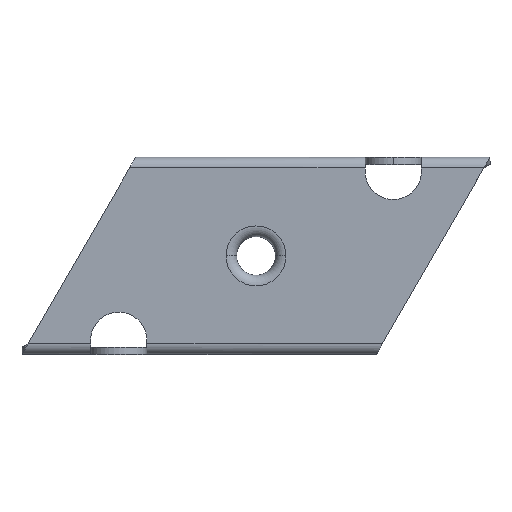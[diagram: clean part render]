
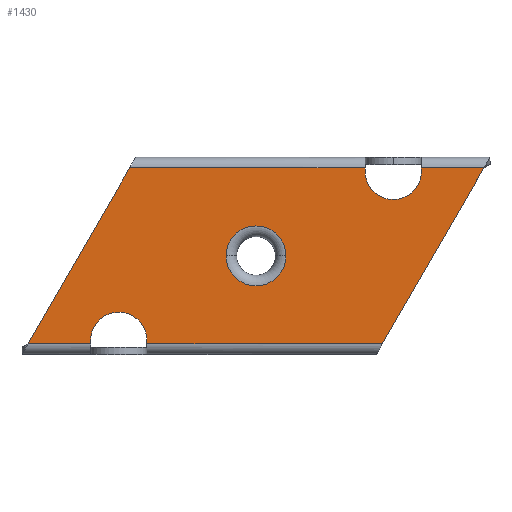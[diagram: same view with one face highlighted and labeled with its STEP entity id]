
A CAD part, top view. The second image highlights one B-rep face of the part: STEP entity #1430.
In plain terms, the highlighted planar face has unit normal (0, 0, 1).
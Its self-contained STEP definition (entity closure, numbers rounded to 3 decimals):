
#2 = VERTEX_POINT ( 'NONE', #1225 ) ;
#4 = CARTESIAN_POINT ( 'NONE',  ( 19.5, 12.5, 0. ) ) ;
#22 = EDGE_CURVE ( 'NONE', #2623, #269, #246, .T. ) ;
#26 = LINE ( 'NONE', #934, #1642 ) ;
#89 = ORIENTED_EDGE ( 'NONE', *, *, #2617, .T. ) ;
#106 = LINE ( 'NONE', #1877, #2739 ) ;
#115 = DIRECTION ( 'NONE',  ( -1., 0., 0. ) ) ;
#149 = CARTESIAN_POINT ( 'NONE',  ( -17.95, 12.5, 0. ) ) ;
#151 = EDGE_LOOP ( 'NONE', ( #2695, #2813 ) ) ;
#236 = VECTOR ( 'NONE', #1722, 1000. ) ;
#238 = DIRECTION ( 'NONE',  ( 1., 0., 0. ) ) ;
#246 = LINE ( 'NONE', #2748, #1336 ) ;
#269 = VERTEX_POINT ( 'NONE', #2525 ) ;
#272 = VECTOR ( 'NONE', #238, 1000. ) ;
#302 = DIRECTION ( 'NONE',  ( 0.5, 0.866, 0. ) ) ;
#353 = LINE ( 'NONE', #932, #2533 ) ;
#371 = PLANE ( 'NONE',  #869 ) ;
#413 = DIRECTION ( 'NONE',  ( 0., 0., -1. ) ) ;
#436 = DIRECTION ( 'NONE',  ( 0., 0., -1. ) ) ;
#438 = ORIENTED_EDGE ( 'NONE', *, *, #2500, .T. ) ;
#468 = EDGE_LOOP ( 'NONE', ( #2754, #2619, #2339, #1587, #1757, #2644, #89, #931, #2762, #1790, #2415, #438 ) ) ;
#552 = VERTEX_POINT ( 'NONE', #1174 ) ;
#575 = LINE ( 'NONE', #814, #1872 ) ;
#608 = CARTESIAN_POINT ( 'NONE',  ( 23.5, 12., 0. ) ) ;
#637 = EDGE_CURVE ( 'NONE', #2, #765, #106, .T. ) ;
#640 = LINE ( 'NONE', #4, #1121 ) ;
#677 = CARTESIAN_POINT ( 'NONE',  ( -4.25, 0., 0. ) ) ;
#688 = EDGE_CURVE ( 'NONE', #1009, #2, #2807, .T. ) ;
#765 = VERTEX_POINT ( 'NONE', #608 ) ;
#814 = CARTESIAN_POINT ( 'NONE',  ( -33.25, -14., 0. ) ) ;
#824 = FACE_OUTER_BOUND ( 'NONE', #468, .T. ) ;
#844 = LINE ( 'NONE', #2126, #236 ) ;
#851 = EDGE_CURVE ( 'NONE', #2675, #2270, #2258, .T. ) ;
#869 = AXIS2_PLACEMENT_3D ( 'NONE', #2820, #1050, #2384 ) ;
#931 = ORIENTED_EDGE ( 'NONE', *, *, #2243, .T. ) ;
#932 = CARTESIAN_POINT ( 'NONE',  ( -23.5, -12., 0. ) ) ;
#934 = CARTESIAN_POINT ( 'NONE',  ( 17.084, -14., 0. ) ) ;
#951 = CIRCLE ( 'NONE', #2075, 4. ) ;
#979 = EDGE_CURVE ( 'NONE', #269, #552, #353, .T. ) ;
#1004 = VERTEX_POINT ( 'NONE', #2298 ) ;
#1008 = DIRECTION ( 'NONE',  ( 0., -1., 0. ) ) ;
#1009 = VERTEX_POINT ( 'NONE', #2031 ) ;
#1050 = DIRECTION ( 'NONE',  ( 0., 0., 1. ) ) ;
#1072 = AXIS2_PLACEMENT_3D ( 'NONE', #2146, #413, #1934 ) ;
#1081 = CARTESIAN_POINT ( 'NONE',  ( -32.384, -12.5, 0. ) ) ;
#1115 = VERTEX_POINT ( 'NONE', #149 ) ;
#1120 = CARTESIAN_POINT ( 'NONE',  ( 15.5, 12.5, 0. ) ) ;
#1121 = VECTOR ( 'NONE', #1558, 1000. ) ;
#1174 = CARTESIAN_POINT ( 'NONE',  ( -23.5, -12., 0. ) ) ;
#1225 = CARTESIAN_POINT ( 'NONE',  ( 23.5, 12.5, 0. ) ) ;
#1298 = DIRECTION ( 'NONE',  ( 0., 1., 0. ) ) ;
#1318 = DIRECTION ( 'NONE',  ( 1., 0., 0. ) ) ;
#1336 = VECTOR ( 'NONE', #1892, 1000. ) ;
#1422 = AXIS2_PLACEMENT_3D ( 'NONE', #1734, #436, #1318 ) ;
#1430 = ADVANCED_FACE ( 'NONE', ( #1675, #824 ), #371, .T. ) ;
#1503 = DIRECTION ( 'NONE',  ( -0.5, -0.866, 0. ) ) ;
#1520 = DIRECTION ( 'NONE',  ( -1., 0., 0. ) ) ;
#1552 = EDGE_CURVE ( 'NONE', #2295, #1115, #640, .T. ) ;
#1558 = DIRECTION ( 'NONE',  ( -1., 0., 0. ) ) ;
#1587 = ORIENTED_EDGE ( 'NONE', *, *, #22, .T. ) ;
#1627 = VERTEX_POINT ( 'NONE', #1808 ) ;
#1628 = EDGE_CURVE ( 'NONE', #2612, #1009, #26, .T. ) ;
#1642 = VECTOR ( 'NONE', #302, 1000. ) ;
#1668 = CARTESIAN_POINT ( 'NONE',  ( 19.5, 12.5, 0. ) ) ;
#1675 = FACE_BOUND ( 'NONE', #151, .T. ) ;
#1698 = CARTESIAN_POINT ( 'NONE',  ( 17.95, -12.5, 0. ) ) ;
#1722 = DIRECTION ( 'NONE',  ( 0., -1., 0. ) ) ;
#1734 = CARTESIAN_POINT ( 'NONE',  ( 0., 0., 0. ) ) ;
#1735 = LINE ( 'NONE', #2171, #272 ) ;
#1757 = ORIENTED_EDGE ( 'NONE', *, *, #979, .T. ) ;
#1790 = ORIENTED_EDGE ( 'NONE', *, *, #688, .T. ) ;
#1808 = CARTESIAN_POINT ( 'NONE',  ( 15.5, 12., 0. ) ) ;
#1872 = VECTOR ( 'NONE', #1503, 1000. ) ;
#1877 = CARTESIAN_POINT ( 'NONE',  ( 23.5, 12., 0. ) ) ;
#1892 = DIRECTION ( 'NONE',  ( 1., 0., 0. ) ) ;
#1926 = EDGE_CURVE ( 'NONE', #1115, #2623, #575, .T. ) ;
#1934 = DIRECTION ( 'NONE',  ( 1., 0., 0. ) ) ;
#1945 = CARTESIAN_POINT ( 'NONE',  ( 15.5, 12., 0. ) ) ;
#1992 = EDGE_CURVE ( 'NONE', #2270, #2675, #2084, .T. ) ;
#2023 = AXIS2_PLACEMENT_3D ( 'NONE', #2791, #2782, #2379 ) ;
#2031 = CARTESIAN_POINT ( 'NONE',  ( 32.384, 12.5, 0. ) ) ;
#2035 = EDGE_CURVE ( 'NONE', #552, #1004, #951, .T. ) ;
#2075 = AXIS2_PLACEMENT_3D ( 'NONE', #2163, #2825, #1520 ) ;
#2084 = CIRCLE ( 'NONE', #1072, 4.25 ) ;
#2126 = CARTESIAN_POINT ( 'NONE',  ( -15.5, -12., 0. ) ) ;
#2146 = CARTESIAN_POINT ( 'NONE',  ( 0., 0., 0. ) ) ;
#2163 = CARTESIAN_POINT ( 'NONE',  ( -19.5, -12., 0. ) ) ;
#2171 = CARTESIAN_POINT ( 'NONE',  ( 19.5, -12.5, 0. ) ) ;
#2223 = VECTOR ( 'NONE', #115, 1000. ) ;
#2224 = EDGE_CURVE ( 'NONE', #1627, #2295, #2248, .T. ) ;
#2229 = DIRECTION ( 'NONE',  ( 0., 1., 0. ) ) ;
#2243 = EDGE_CURVE ( 'NONE', #2649, #2612, #1735, .T. ) ;
#2248 = LINE ( 'NONE', #1945, #2283 ) ;
#2258 = CIRCLE ( 'NONE', #1422, 4.25 ) ;
#2270 = VERTEX_POINT ( 'NONE', #677 ) ;
#2283 = VECTOR ( 'NONE', #1298, 1000. ) ;
#2295 = VERTEX_POINT ( 'NONE', #1120 ) ;
#2298 = CARTESIAN_POINT ( 'NONE',  ( -15.5, -12., 0. ) ) ;
#2339 = ORIENTED_EDGE ( 'NONE', *, *, #1926, .T. ) ;
#2379 = DIRECTION ( 'NONE',  ( 1., 0., 0. ) ) ;
#2382 = CARTESIAN_POINT ( 'NONE',  ( 4.25, 0., 0. ) ) ;
#2384 = DIRECTION ( 'NONE',  ( 1., 0., 0. ) ) ;
#2415 = ORIENTED_EDGE ( 'NONE', *, *, #637, .T. ) ;
#2500 = EDGE_CURVE ( 'NONE', #765, #1627, #2519, .T. ) ;
#2519 = CIRCLE ( 'NONE', #2023, 4. ) ;
#2525 = CARTESIAN_POINT ( 'NONE',  ( -23.5, -12.5, 0. ) ) ;
#2533 = VECTOR ( 'NONE', #2229, 1000. ) ;
#2612 = VERTEX_POINT ( 'NONE', #1698 ) ;
#2617 = EDGE_CURVE ( 'NONE', #1004, #2649, #844, .T. ) ;
#2619 = ORIENTED_EDGE ( 'NONE', *, *, #1552, .T. ) ;
#2623 = VERTEX_POINT ( 'NONE', #1081 ) ;
#2644 = ORIENTED_EDGE ( 'NONE', *, *, #2035, .T. ) ;
#2649 = VERTEX_POINT ( 'NONE', #2808 ) ;
#2675 = VERTEX_POINT ( 'NONE', #2382 ) ;
#2695 = ORIENTED_EDGE ( 'NONE', *, *, #851, .T. ) ;
#2739 = VECTOR ( 'NONE', #1008, 1000. ) ;
#2748 = CARTESIAN_POINT ( 'NONE',  ( 19.5, -12.5, 0. ) ) ;
#2754 = ORIENTED_EDGE ( 'NONE', *, *, #2224, .T. ) ;
#2762 = ORIENTED_EDGE ( 'NONE', *, *, #1628, .T. ) ;
#2782 = DIRECTION ( 'NONE',  ( 0., 0., -1. ) ) ;
#2791 = CARTESIAN_POINT ( 'NONE',  ( 19.5, 12., 0. ) ) ;
#2807 = LINE ( 'NONE', #1668, #2223 ) ;
#2808 = CARTESIAN_POINT ( 'NONE',  ( -15.5, -12.5, 0. ) ) ;
#2813 = ORIENTED_EDGE ( 'NONE', *, *, #1992, .T. ) ;
#2820 = CARTESIAN_POINT ( 'NONE',  ( 19.5, 12., 0. ) ) ;
#2825 = DIRECTION ( 'NONE',  ( 0., 0., -1. ) ) ;
